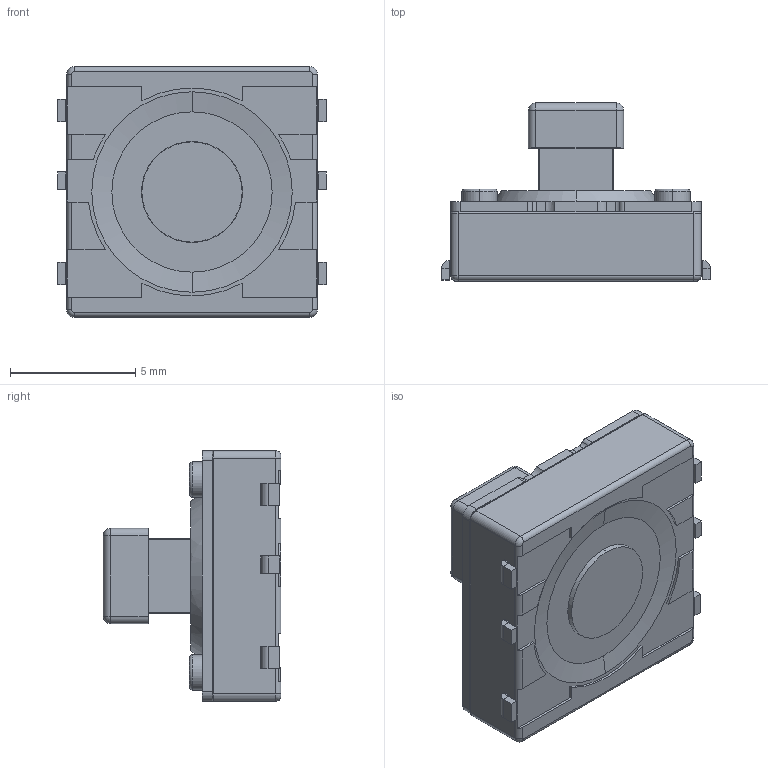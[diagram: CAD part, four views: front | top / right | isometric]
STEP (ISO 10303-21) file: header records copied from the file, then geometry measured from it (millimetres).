
FILE_DESCRIPTION(('STEP AP242'),'1');
FILE_NAME('skqubae010.stp','2021-11-07T15:24:14',('TraceParts'),('TraceParts S.A.'),'Spatial InterOp 3D',' ',' ');
FILE_SCHEMA(('AP242_MANAGED_MODEL_BASED_3D_ENGINEERING_MIM_LF {1 0 10303 442 1 1 4}'));
Length unit declared in the file: millimetre
Products named in the file (1): skqubae010
Bounding box: 10.71 x 7.1 x 10 mm (x, y, z)
Volume: 363.7 mm3; surface area: 428.2 mm2
Topology: 1 solids, 5 shells, 251 faces, 588 edges, 358 vertices
Faces by surface type: plane 139, cylinder 86, torus 16, sphere 6, cone 4
Entity records: 9135 total; most frequent: DIRECTION 1316, CARTESIAN_POINT 1194, ORIENTED_EDGE 1168, EDGE_CURVE 584, AXIS2_PLACEMENT_3D 480, VERTEX_POINT 358, LINE 356, VECTOR 356
